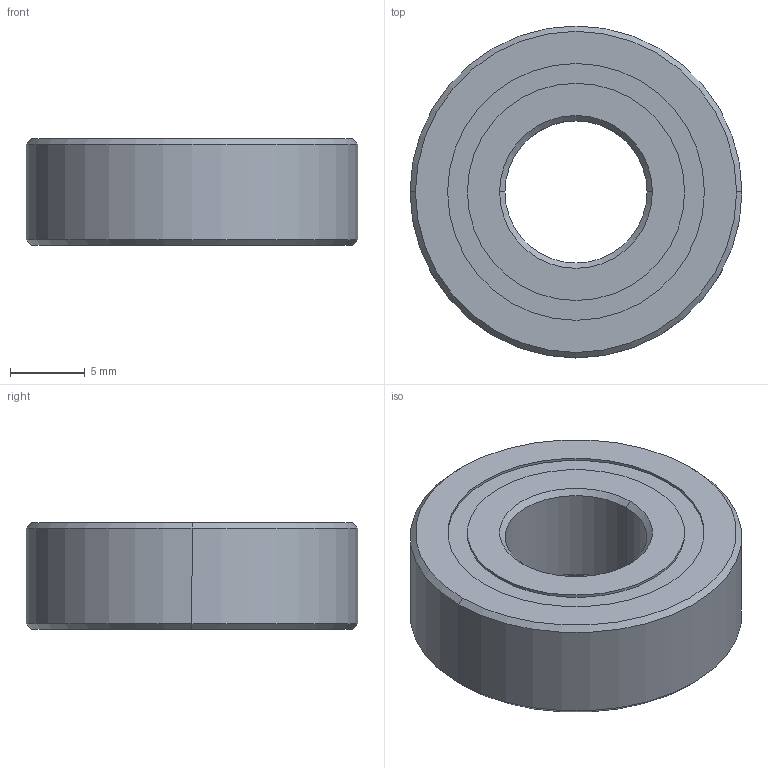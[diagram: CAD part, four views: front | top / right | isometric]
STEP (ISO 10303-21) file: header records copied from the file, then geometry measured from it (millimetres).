
FILE_DESCRIPTION (( 'STEP AP214' ), '1' );
FILE_NAME ('am-4462 3-8 in ID 7-8 in OD Sealed Bearing R62RS.STEP', '2021-04-22T18:35:45', ( '' ), ( '' ), 'SwSTEP 2.0', 'SolidWorks 2019', '' );
FILE_SCHEMA (( 'AUTOMOTIVE_DESIGN' ));
Length unit declared in the file: inch
Products named in the file (1): am-4462 3-8 in ID 7-8 in OD Sealed Bearing R62RS
Bounding box: 22.23 x 22.23 x 7.14 mm (x, y, z)
Volume: 1969.8 mm3; surface area: 2941.3 mm2
Topology: 14 solids, 14 shells, 62 faces, 154 edges, 100 vertices
Faces by surface type: cylinder 20, sphere 20, cone 8, plane 8, torus 6
Entity records: 2089 total; most frequent: DIRECTION 306, CARTESIAN_POINT 237, ORIENTED_EDGE 208, AXIS2_PLACEMENT_3D 139, EDGE_CURVE 104, CIRCLE 76, VERTEX_POINT 70, EDGE_LOOP 70
